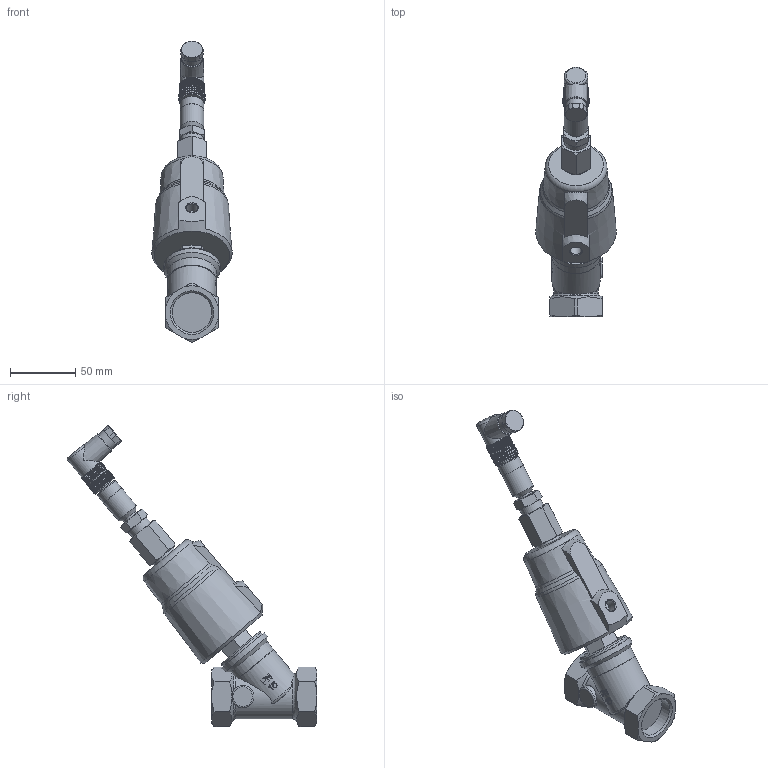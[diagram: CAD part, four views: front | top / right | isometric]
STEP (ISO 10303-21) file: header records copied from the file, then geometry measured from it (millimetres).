
FILE_DESCRIPTION(/* description */ (''),/* implementation_level */ '2;1');
FILE_NAME(/* name */ '063.005352_A6325-1106-7115-EA.stp',/* time_stamp */ '2025-04-02T10:57:25+02:00',/* author */ ('LBirkmann'),/* organization */ (''),/* preprocessor_version */ 'ST-DEVELOPER v20',/* originating_system */ 'Autodesk Inventor 2024',/* authorisation */ '');
FILE_SCHEMA (('AUTOMOTIVE_DESIGN { 1 0 10303 214 3 1 1 }'));
Length unit declared in the file: millimetre
Products named in the file (1): 88-006766
Bounding box: 61.43 x 190.57 x 230.15 mm (x, y, z)
Volume: 349921.6 mm3; surface area: 47015.3 mm2
Topology: 1 solids, 1 shells, 1200 faces, 3081 edges, 2028 vertices
Faces by surface type: plane 767, cone 326, bspline 48, cylinder 40, torus 19
Full cylindrical faces by diameter (mm): 8.566 x1, 11.8 x1, 12 x1, 13.6 x1, 15.2 x1, 17 x1, 18 x5, 19.2 x1, 20 x1, 30.291 x2, 39 x1
Entity records: 49348 total; most frequent: CARTESIAN_POINT 21598, ORIENTED_EDGE 6162, DIRECTION 5080, EDGE_CURVE 3081, VERTEX_POINT 2028, LINE 1714, VECTOR 1714, AXIS2_PLACEMENT_3D 1683
